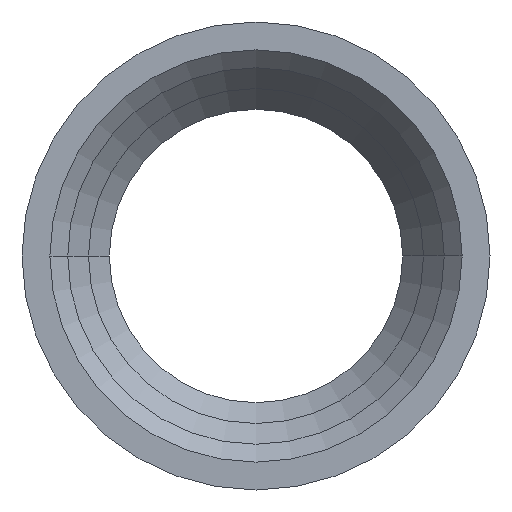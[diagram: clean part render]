
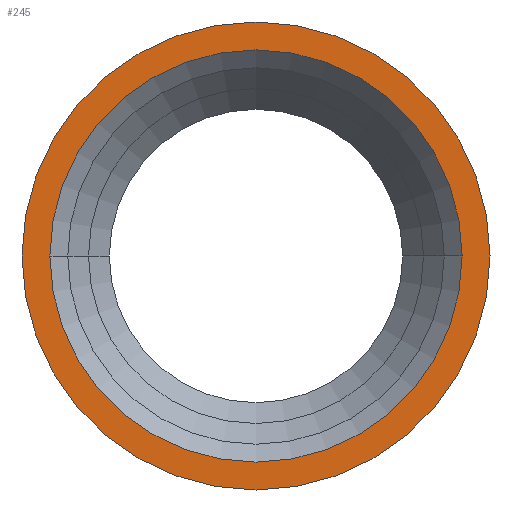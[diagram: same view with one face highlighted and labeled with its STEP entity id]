
A CAD part, left-side view. The second image highlights one B-rep face of the part: STEP entity #245.
In plain terms, the highlighted planar face has unit normal (-1, 0, 0).
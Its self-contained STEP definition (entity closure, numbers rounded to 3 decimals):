
#161 = EDGE_CURVE( '', #391, #361, #424, .T. );
#225 = VERTEX_POINT( '', #493 );
#231 = EDGE_CURVE( '', #225, #371, #500, .T. );
#245 = ADVANCED_FACE( '', ( #516, #517 ), #518, .T. );
#271 = EDGE_CURVE( '', #371, #225, #550, .T. );
#339 = EDGE_CURVE( '', #361, #391, #626, .T. );
#361 = VERTEX_POINT( '', #650 );
#371 = VERTEX_POINT( '', #661 );
#391 = VERTEX_POINT( '', #685 );
#424 = CIRCLE( '', #715, 112.5 );
#493 = CARTESIAN_POINT( '', ( 0., -99.1, 0. ) );
#500 = CIRCLE( '', #816, 99.1 );
#516 = FACE_BOUND( '', #837, .T. );
#517 = FACE_OUTER_BOUND( '', #838, .T. );
#518 = PLANE( '', #839 );
#550 = CIRCLE( '', #878, 99.1 );
#626 = CIRCLE( '', #981, 112.5 );
#650 = CARTESIAN_POINT( '', ( 0., 112.5, 0. ) );
#661 = CARTESIAN_POINT( '', ( 0., 99.1, 0. ) );
#685 = CARTESIAN_POINT( '', ( 0., -112.5, 0. ) );
#715 = AXIS2_PLACEMENT_3D( '', #1069, #1070, #1071 );
#816 = AXIS2_PLACEMENT_3D( '', #1146, #1147, #1148 );
#837 = EDGE_LOOP( '', ( #1176, #1177 ) );
#838 = EDGE_LOOP( '', ( #1178, #1179 ) );
#839 = AXIS2_PLACEMENT_3D( '', #1180, #1181, #1182 );
#878 = AXIS2_PLACEMENT_3D( '', #1236, #1237, #1238 );
#981 = AXIS2_PLACEMENT_3D( '', #1336, #1337, #1338 );
#1069 = CARTESIAN_POINT( '', ( 0., 0., 0. ) );
#1070 = DIRECTION( '', ( -1., 0., 0. ) );
#1071 = DIRECTION( '', ( 0., 1., 0. ) );
#1146 = CARTESIAN_POINT( '', ( 0., 0., 0. ) );
#1147 = DIRECTION( '', ( -1., 0., 0. ) );
#1148 = DIRECTION( '', ( 0., 1., 0. ) );
#1176 = ORIENTED_EDGE( '', *, *, #271, .F. );
#1177 = ORIENTED_EDGE( '', *, *, #231, .F. );
#1178 = ORIENTED_EDGE( '', *, *, #339, .T. );
#1179 = ORIENTED_EDGE( '', *, *, #161, .T. );
#1180 = CARTESIAN_POINT( '', ( 0., 105.8, 0. ) );
#1181 = DIRECTION( '', ( -1., 0., 0. ) );
#1182 = DIRECTION( '', ( 0., 1., 0. ) );
#1236 = CARTESIAN_POINT( '', ( 0., 0., 0. ) );
#1237 = DIRECTION( '', ( -1., 0., 0. ) );
#1238 = DIRECTION( '', ( 0., 1., 0. ) );
#1336 = CARTESIAN_POINT( '', ( 0., 0., 0. ) );
#1337 = DIRECTION( '', ( -1., 0., 0. ) );
#1338 = DIRECTION( '', ( 0., 1., 0. ) );
